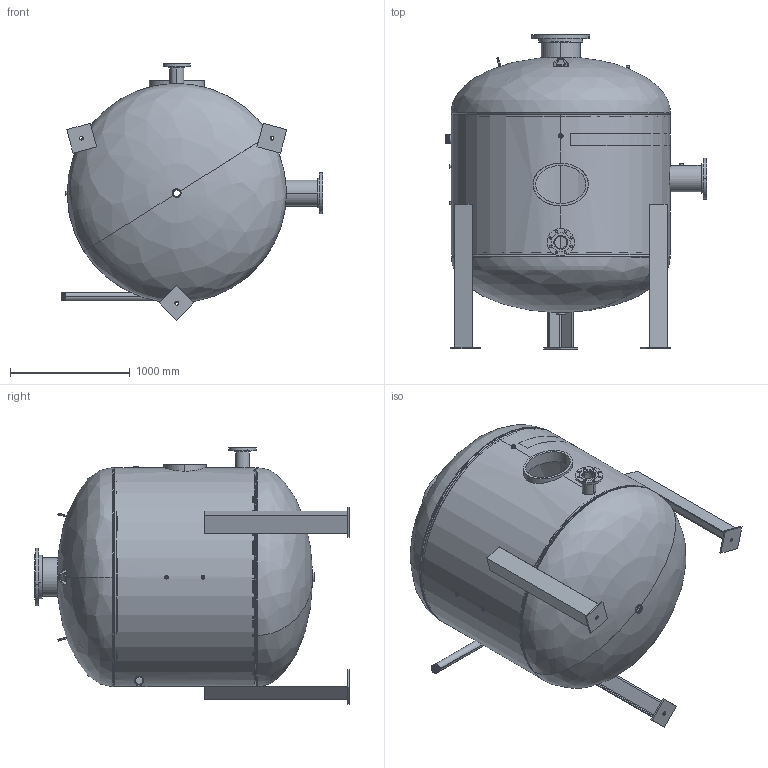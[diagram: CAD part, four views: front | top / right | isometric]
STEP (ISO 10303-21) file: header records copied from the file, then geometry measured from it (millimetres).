
FILE_DESCRIPTION (( 'STEP AP203' ), '1' );
FILE_NAME ('BDT-606.STEP', '2021-03-15T18:35:42', ( '' ), ( '' ), 'SwSTEP 2.0', 'SolidWorks 2021', '' );
FILE_SCHEMA (( 'CONFIG_CONTROL_DESIGN' ));
Length unit declared in the file: inch
Products named in the file (23): 9461100; 9100332_47; 9461070; 9500030; Couplings_9500556; 99B3116; 9500080; Couplings_9500557; 9301120_13; 99P3131_44615K116; 9200251; 9400542; BDT-606; Manways_9700035; 9301120_15.25; 9421091; 9301090_8; 99T1762; 99M3138; 9500040; 9461120; 9301150_8.75
Assembly tree (29 placements, depth 2):
  BDT-606
    99B3116
    9200251
    9200251
    9500030  x2
    9500040
    9500080
    Couplings_9500556
    Couplings_9500557
    99P3131_44615K116
    99M3138
    9301090_8
    9301120_15.25
    9421091
    9301120_13
    9301150_8.75
    9461070
    9461100
    9461120
    Manways_9700035
    9100332_47  x3
    99T1762  x3
    9400542  x3
Bounding box: 2184.4 x 2622.55 x 2139.94 mm (x, y, z)
Volume: 169371591.4 mm3; surface area: 35056537.2 mm2
Topology: 29 solids, 29 shells, 654 faces, 1520 edges, 925 vertices
Faces by surface type: cylinder 281, plane 135, cone 122, torus 80, bspline 36
Entity records: 27961 total; most frequent: CARTESIAN_POINT 13938, DIRECTION 2519, ORIENTED_EDGE 2252, EDGE_CURVE 1126, AXIS2_PLACEMENT_3D 1054, VERTEX_POINT 689, EDGE_LOOP 593, CIRCLE 578
